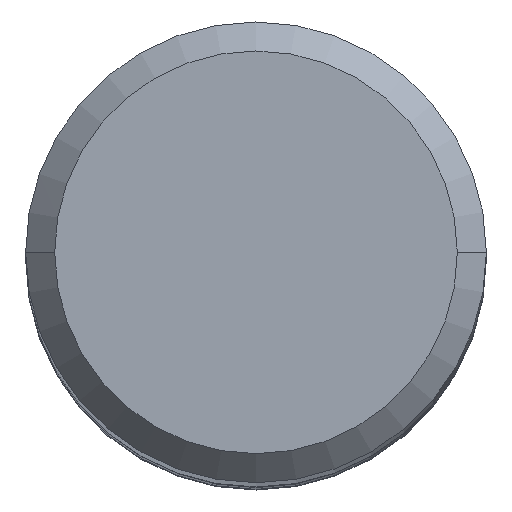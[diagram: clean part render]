
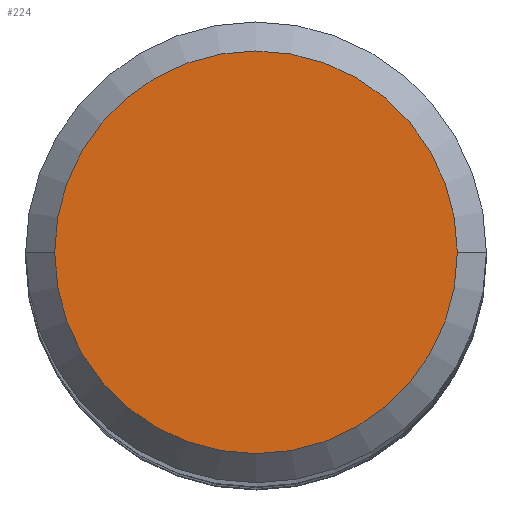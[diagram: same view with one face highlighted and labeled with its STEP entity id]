
A CAD part, top view. The second image highlights one B-rep face of the part: STEP entity #224.
In plain terms, the highlighted planar face has unit normal (0, 0, 1).
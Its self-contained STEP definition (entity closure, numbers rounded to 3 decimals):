
#52=PLANE('',#1850);
#224=ADVANCED_FACE('',(#346),#52,.F.);
#346=FACE_OUTER_BOUND('',#444,.T.);
#444=EDGE_LOOP('',(#834,#835));
#834=ORIENTED_EDGE('',*,*,#1161,.F.);
#835=ORIENTED_EDGE('',*,*,#1160,.F.);
#960=VERTEX_POINT('',#3472);
#961=VERTEX_POINT('',#3477);
#1160=EDGE_CURVE('',#961,#960,#1375,.T.);
#1161=EDGE_CURVE('',#960,#961,#1376,.T.);
#1375=CIRCLE('',#1847,6.937);
#1376=CIRCLE('',#1849,6.937);
#1847=AXIS2_PLACEMENT_3D('',#3478,#2341,#2342);
#1849=AXIS2_PLACEMENT_3D('',#3480,#2345,#2346);
#1850=AXIS2_PLACEMENT_3D('',#3481,#2347,#2348);
#2341=DIRECTION('',(0.,0.,-1.));
#2342=DIRECTION('',(-1.,-0.001,0.));
#2345=DIRECTION('',(0.,0.,-1.));
#2346=DIRECTION('',(1.,0.001,0.));
#2347=DIRECTION('',(0.,0.,-1.));
#2348=DIRECTION('',(-1.,-0.001,0.));
#3472=CARTESIAN_POINT('',(6.937,0.007,0.));
#3477=CARTESIAN_POINT('',(-6.937,-0.007,0.));
#3478=CARTESIAN_POINT('',(0.,0.,0.));
#3480=CARTESIAN_POINT('',(0.,0.,0.));
#3481=CARTESIAN_POINT('',(0.,0.,0.));
